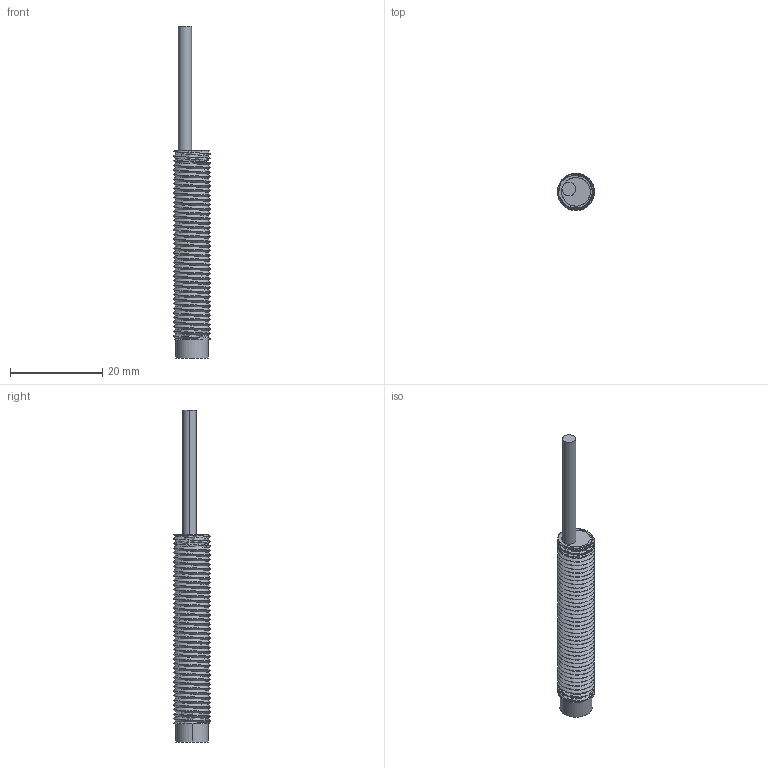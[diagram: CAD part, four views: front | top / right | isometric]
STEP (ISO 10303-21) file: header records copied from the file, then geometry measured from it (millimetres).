
FILE_DESCRIPTION (( 'STEP AP203' ), '1' );
FILE_NAME ('W1CN-M0802N-O3U2.STEP', '2025-03-13T02:39:15', ( '' ), ( '' ), 'SwSTEP 2.0', 'SolidWorks 2024', '' );
FILE_SCHEMA (( 'CONFIG_CONTROL_DESIGN' ));
Length unit declared in the file: millimetre
Products named in the file (5): 零件-感应壳 - 露出; W1CN-M0802N-O3U2; 零件-标准型露出管子; 零件-玻璃M8; 零件-电缆。
Assembly tree (4 placements, depth 2):
  W1CN-M0802N-O3U2
    零件-玻璃M8
    零件-电缆。
    零件-标准型露出管子
    零件-感应壳 - 露出
Bounding box: 8 x 8 x 72 mm (x, y, z)
Volume: 927.3 mm3; surface area: 2667.6 mm2
Topology: 4 solids, 4 shells, 102 faces, 282 edges, 188 vertices
Faces by surface type: cylinder 91, plane 9, bspline 2
Entity records: 8617 total; most frequent: CARTESIAN_POINT 5979, ORIENTED_EDGE 564, DIRECTION 345, EDGE_CURVE 282, VERTEX_POINT 188, AXIS2_PLACEMENT_3D 126, EDGE_LOOP 104, ADVANCED_FACE 102
